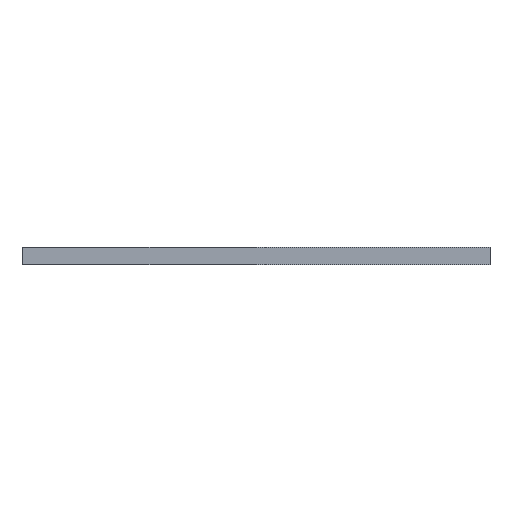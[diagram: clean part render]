
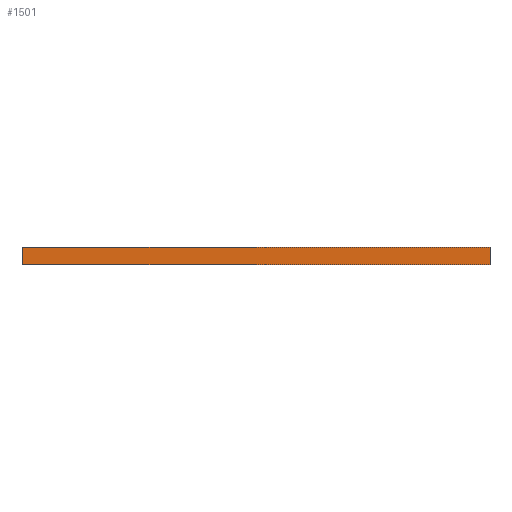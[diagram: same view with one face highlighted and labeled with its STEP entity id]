
A CAD part, left-side view. The second image highlights one B-rep face of the part: STEP entity #1501.
In plain terms, the highlighted planar face has unit normal (-1, 0, 0).
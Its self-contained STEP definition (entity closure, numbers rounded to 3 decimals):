
#34 = EDGE_CURVE ( 'NONE', #2596, #1635, #2315, .T. ) ;
#74 = CARTESIAN_POINT ( 'NONE',  ( -22.4, 22.875, 0.85 ) ) ;
#81 = DIRECTION ( 'NONE',  ( 0., 0., -1. ) ) ;
#128 = EDGE_CURVE ( 'NONE', #370, #2596, #1508, .T. ) ;
#173 = VECTOR ( 'NONE', #1371, 1000. ) ;
#370 = VERTEX_POINT ( 'NONE', #2888 ) ;
#488 = DIRECTION ( 'NONE',  ( 0., 1., 0. ) ) ;
#521 = EDGE_LOOP ( 'NONE', ( #2130, #1025, #3015, #1472 ) ) ;
#523 = CARTESIAN_POINT ( 'NONE',  ( -22.4, 22.875, 0.85 ) ) ;
#659 = PLANE ( 'NONE',  #1594 ) ;
#888 = DIRECTION ( 'NONE',  ( 0., 0., 1. ) ) ;
#981 = CARTESIAN_POINT ( 'NONE',  ( -22.4, -22.875, -0.85 ) ) ;
#1025 = ORIENTED_EDGE ( 'NONE', *, *, #128, .F. ) ;
#1248 = VERTEX_POINT ( 'NONE', #523 ) ;
#1334 = DIRECTION ( 'NONE',  ( 0., 1., 0. ) ) ;
#1371 = DIRECTION ( 'NONE',  ( 0., 0., -1. ) ) ;
#1472 = ORIENTED_EDGE ( 'NONE', *, *, #1968, .T. ) ;
#1501 = ADVANCED_FACE ( 'NONE', ( #2721 ), #659, .T. ) ;
#1508 = LINE ( 'NONE', #2103, #173 ) ;
#1512 = VECTOR ( 'NONE', #488, 1000. ) ;
#1594 = AXIS2_PLACEMENT_3D ( 'NONE', #1608, #2578, #888 ) ;
#1608 = CARTESIAN_POINT ( 'NONE',  ( -22.4, -22.875, 0.85 ) ) ;
#1635 = VERTEX_POINT ( 'NONE', #3000 ) ;
#1948 = EDGE_CURVE ( 'NONE', #370, #1248, #1966, .T. ) ;
#1966 = LINE ( 'NONE', #2916, #1512 ) ;
#1968 = EDGE_CURVE ( 'NONE', #1248, #1635, #2696, .T. ) ;
#2103 = CARTESIAN_POINT ( 'NONE',  ( -22.4, -22.875, 0.85 ) ) ;
#2130 = ORIENTED_EDGE ( 'NONE', *, *, #34, .F. ) ;
#2272 = VECTOR ( 'NONE', #1334, 1000. ) ;
#2315 = LINE ( 'NONE', #2532, #2272 ) ;
#2532 = CARTESIAN_POINT ( 'NONE',  ( -22.4, -22.875, -0.85 ) ) ;
#2578 = DIRECTION ( 'NONE',  ( -1., 0., 0. ) ) ;
#2596 = VERTEX_POINT ( 'NONE', #981 ) ;
#2696 = LINE ( 'NONE', #74, #2971 ) ;
#2721 = FACE_OUTER_BOUND ( 'NONE', #521, .T. ) ;
#2888 = CARTESIAN_POINT ( 'NONE',  ( -22.4, -22.875, 0.85 ) ) ;
#2916 = CARTESIAN_POINT ( 'NONE',  ( -22.4, -22.875, 0.85 ) ) ;
#2971 = VECTOR ( 'NONE', #81, 1000. ) ;
#3000 = CARTESIAN_POINT ( 'NONE',  ( -22.4, 22.875, -0.85 ) ) ;
#3015 = ORIENTED_EDGE ( 'NONE', *, *, #1948, .T. ) ;
